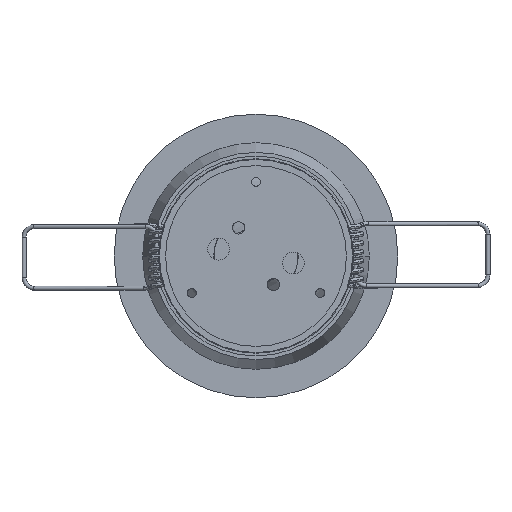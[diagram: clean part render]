
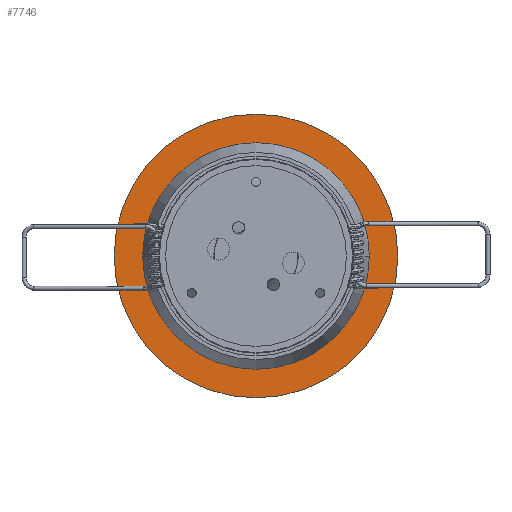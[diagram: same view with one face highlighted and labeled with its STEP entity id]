
A CAD part, front view. The second image highlights one B-rep face of the part: STEP entity #7746.
In plain terms, the highlighted planar face has unit normal (0, -1, 0).
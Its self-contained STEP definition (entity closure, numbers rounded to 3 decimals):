
#910 = PLANE ( 'NONE',  #11556 ) ;
#1237 = CARTESIAN_POINT ( 'NONE',  ( 0., 66.08, 0. ) ) ;
#2152 = DIRECTION ( 'NONE',  ( -1., 0., 0. ) ) ;
#2226 = CIRCLE ( 'NONE', #5627, 31.75 ) ;
#2773 = AXIS2_PLACEMENT_3D ( 'NONE', #6908, #6708, #2152 ) ;
#3038 = ORIENTED_EDGE ( 'NONE', *, *, #11439, .T. ) ;
#3582 = DIRECTION ( 'NONE',  ( 0., -1., 0. ) ) ;
#4408 = EDGE_LOOP ( 'NONE', ( #5161, #13624 ) ) ;
#4459 = CARTESIAN_POINT ( 'NONE',  ( 0., 66.08, 0. ) ) ;
#4723 = VERTEX_POINT ( 'NONE', #8535 ) ;
#5084 = AXIS2_PLACEMENT_3D ( 'NONE', #1237, #11761, #5733 ) ;
#5161 = ORIENTED_EDGE ( 'NONE', *, *, #8822, .F. ) ;
#5354 = EDGE_CURVE ( 'NONE', #14514, #4723, #2226, .T. ) ;
#5627 = AXIS2_PLACEMENT_3D ( 'NONE', #15013, #13102, #9454 ) ;
#5733 = DIRECTION ( 'NONE',  ( -1., 0., 0. ) ) ;
#5964 = DIRECTION ( 'NONE',  ( -1., 0., 0. ) ) ;
#6075 = CARTESIAN_POINT ( 'NONE',  ( 39.75, 66.08, 0. ) ) ;
#6108 = AXIS2_PLACEMENT_3D ( 'NONE', #8716, #14712, #7706 ) ;
#6283 = CARTESIAN_POINT ( 'NONE',  ( 31.75, 66.08, 0. ) ) ;
#6708 = DIRECTION ( 'NONE',  ( 0., 1., 0. ) ) ;
#6908 = CARTESIAN_POINT ( 'NONE',  ( 0., 66.08, 0. ) ) ;
#7299 = FACE_BOUND ( 'NONE', #10216, .T. ) ;
#7508 = ORIENTED_EDGE ( 'NONE', *, *, #5354, .T. ) ;
#7706 = DIRECTION ( 'NONE',  ( -1., 0., 0. ) ) ;
#7746 = ADVANCED_FACE ( 'NONE', ( #10214, #7299 ), #910, .T. ) ;
#8535 = CARTESIAN_POINT ( 'NONE',  ( -31.75, 66.08, 0. ) ) ;
#8716 = CARTESIAN_POINT ( 'NONE',  ( 0., 66.08, 0. ) ) ;
#8822 = EDGE_CURVE ( 'NONE', #9914, #9477, #13333, .T. ) ;
#9454 = DIRECTION ( 'NONE',  ( -1., 0., 0. ) ) ;
#9477 = VERTEX_POINT ( 'NONE', #6075 ) ;
#9914 = VERTEX_POINT ( 'NONE', #10461 ) ;
#10214 = FACE_OUTER_BOUND ( 'NONE', #4408, .T. ) ;
#10216 = EDGE_LOOP ( 'NONE', ( #3038, #7508 ) ) ;
#10461 = CARTESIAN_POINT ( 'NONE',  ( -39.75, 66.08, 0. ) ) ;
#11439 = EDGE_CURVE ( 'NONE', #4723, #14514, #12512, .T. ) ;
#11556 = AXIS2_PLACEMENT_3D ( 'NONE', #4459, #3582, #5964 ) ;
#11652 = CIRCLE ( 'NONE', #2773, 39.75 ) ;
#11761 = DIRECTION ( 'NONE',  ( 0., 1., 0. ) ) ;
#12512 = CIRCLE ( 'NONE', #6108, 31.75 ) ;
#13102 = DIRECTION ( 'NONE',  ( 0., 1., 0. ) ) ;
#13333 = CIRCLE ( 'NONE', #5084, 39.75 ) ;
#13624 = ORIENTED_EDGE ( 'NONE', *, *, #14177, .F. ) ;
#14177 = EDGE_CURVE ( 'NONE', #9477, #9914, #11652, .T. ) ;
#14514 = VERTEX_POINT ( 'NONE', #6283 ) ;
#14712 = DIRECTION ( 'NONE',  ( 0., 1., 0. ) ) ;
#15013 = CARTESIAN_POINT ( 'NONE',  ( 0., 66.08, 0. ) ) ;
